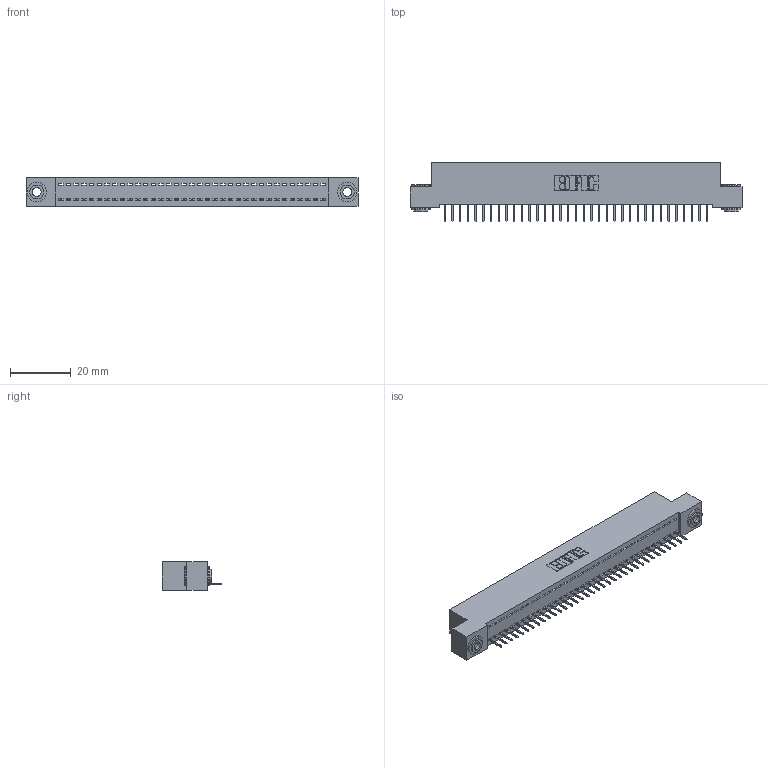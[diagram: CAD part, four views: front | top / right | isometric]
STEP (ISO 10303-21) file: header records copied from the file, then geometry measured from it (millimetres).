
FILE_DESCRIPTION (( 'STEP AP203' ), '1' );
FILE_NAME ('342-035-524-103.STEP', '2018-08-11T19:24:15', ( '' ), ( '' ), 'SwSTEP 2.0', 'SolidWorks 2016', '' );
FILE_SCHEMA (( 'CONFIG_CONTROL_DESIGN' ));
Length unit declared in the file: inch
Products named in the file (4): 342 Part_.156 TH; 345-292-001_345-293-124; 342-250-002_345-250-002-102; 342-035-524-103
Assembly tree (38 placements, depth 2):
  342-035-524-103
    342 Part_.156 TH
    345-292-001_345-293-124  x35
    342-250-002_345-250-002-102  x2
Bounding box: 109.22 x 19.69 x 9.4 mm (x, y, z)
Volume: 9435.2 mm3; surface area: 13521.2 mm2
Topology: 38 solids, 38 shells, 2318 faces, 6675 edges, 4306 vertices
Faces by surface type: plane 1756, cylinder 554, cone 8
Entity records: 22894 total; most frequent: CARTESIAN_POINT 3926, ORIENTED_EDGE 3890, DIRECTION 3361, EDGE_CURVE 1945, VECTOR 1797, LINE 1797, VERTEX_POINT 1290, AXIS2_PLACEMENT_3D 782
